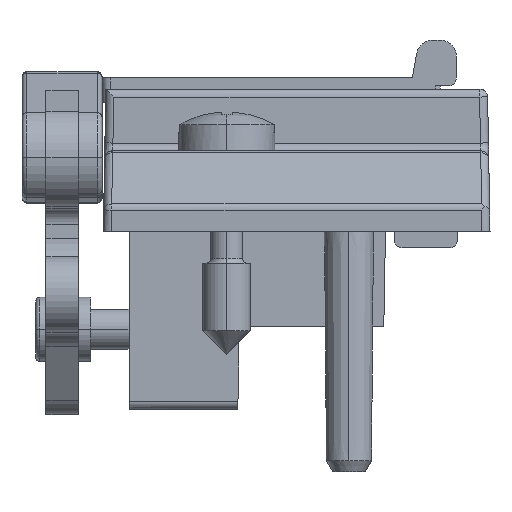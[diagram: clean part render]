
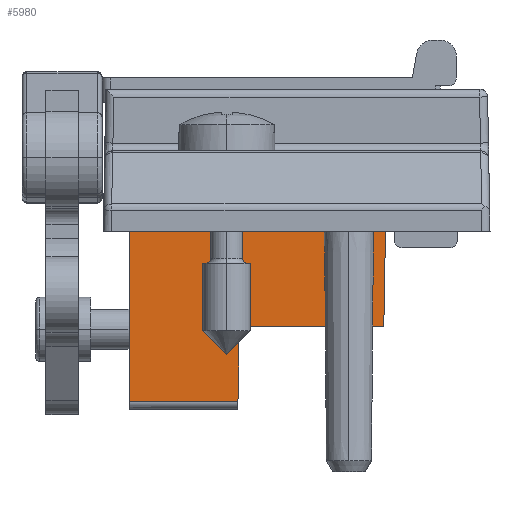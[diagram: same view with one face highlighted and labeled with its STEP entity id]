
A CAD part, front view. The second image highlights one B-rep face of the part: STEP entity #5980.
In plain terms, the highlighted planar face has unit normal (0, -1, 0).
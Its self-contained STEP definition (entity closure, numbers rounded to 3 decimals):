
#300=CARTESIAN_POINT('',(7.45,27.555,
-46.439));
#310=VERTEX_POINT('',#300);
#360=CARTESIAN_POINT('',(-0.348,27.555,
-46.303));
#370=DIRECTION('',(-1.,0.,
0.017));
#380=VECTOR('',#370,1.);
#390=LINE('',#360,#380);
#400=CARTESIAN_POINT('',(2.79,27.555,
-46.358));
#410=VERTEX_POINT('',#400);
#420=EDGE_CURVE('',#310,#410,#390,.T.);
#5520=CARTESIAN_POINT('',(-3.754,27.555,
-49.73));
#5530=DIRECTION('',(0.,1.,0.));
#5540=DIRECTION('',(-1.,0.,0.));
#5550=AXIS2_PLACEMENT_3D('',#5520,#5530,#5540);
#5560=PLANE('',#5550);
#5570=CARTESIAN_POINT('',(-0.348,27.555,
-37.294));
#5580=DIRECTION('',(-1.,0.,
0.017));
#5590=VECTOR('',#5580,1.);
#5600=LINE('',#5570,#5590);
#5610=CARTESIAN_POINT('',(2.79,27.555,
-37.349));
#5620=VERTEX_POINT('',#5610);
#5630=CARTESIAN_POINT('',(-3.16,27.555,
-37.245));
#5640=VERTEX_POINT('',#5630);
#5650=EDGE_CURVE('',#5620,#5640,#5600,.T.);
#5660=ORIENTED_EDGE('',*,*,#5650,.T.);
#5670=CARTESIAN_POINT('',(2.79,27.555,
-33.884));
#5680=DIRECTION('',(0.,0.,1.));
#5690=VECTOR('',#5680,1.);
#5700=LINE('',#5670,#5690);
#5710=EDGE_CURVE('',#410,#5620,#5700,.T.);
#5720=ORIENTED_EDGE('',*,*,#5710,.T.);
#5730=ORIENTED_EDGE('',*,*,#420,.T.);
#5740=CARTESIAN_POINT('',(7.45,27.555,
-33.884));
#5750=DIRECTION('',(0.,0.,1.));
#5760=VECTOR('',#5750,1.);
#5770=LINE('',#5740,#5760);
#5780=CARTESIAN_POINT('',(7.45,27.555,
-53.23));
#5790=VERTEX_POINT('',#5780);
#5800=EDGE_CURVE('',#5790,#310,#5770,.T.);
#5810=ORIENTED_EDGE('',*,*,#5800,.T.);
#5820=CARTESIAN_POINT('',(-0.348,27.555,
-53.23));
#5830=DIRECTION('',(1.,0.,0.));
#5840=VECTOR('',#5830,1.);
#5850=LINE('',#5820,#5840);
#5860=CARTESIAN_POINT('',(-3.16,27.555,
-53.23));
#5870=VERTEX_POINT('',#5860);
#5880=EDGE_CURVE('',#5870,#5790,#5850,.T.);
#5890=ORIENTED_EDGE('',*,*,#5880,.T.);
#5900=CARTESIAN_POINT('',(-3.16,27.555,
-33.884));
#5910=DIRECTION('',(0.,0.,-1.));
#5920=VECTOR('',#5910,1.);
#5930=LINE('',#5900,#5920);
#5940=EDGE_CURVE('',#5640,#5870,#5930,.T.);
#5950=ORIENTED_EDGE('',*,*,#5940,.T.);
#5960=EDGE_LOOP('',(#5950,#5890,#5810,#5730,#5720,#5660));
#5970=FACE_OUTER_BOUND('',#5960,.T.);
#5980=ADVANCED_FACE('',(#5970),#5560,.F.);
